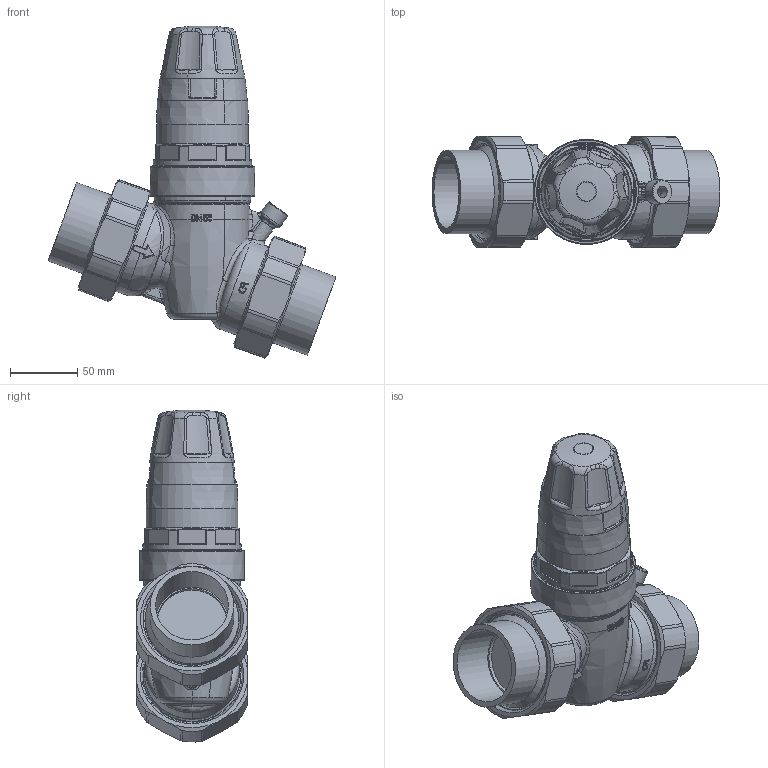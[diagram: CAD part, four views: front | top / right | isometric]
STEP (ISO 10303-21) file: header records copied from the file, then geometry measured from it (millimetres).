
FILE_DESCRIPTION(/* description */ (''),/* implementation_level */ '2;1');
FILE_NAME(/* name */ '535990HA_Simplify_1.stp',/* time_stamp */ '2025-08-26T15:23:26-05:00',/* author */ ('ischreiner'),/* organization */ (''),/* preprocessor_version */ 'ST-DEVELOPER v20',/* originating_system */ 'Autodesk Inventor 2025',/* authorisation */ '');
FILE_SCHEMA (('AUTOMOTIVE_DESIGN { 1 0 10303 214 3 1 1 }'));
Length unit declared in the file: inch
Products named in the file (1): 535990HA_Simplify_1
Bounding box: 213.78 x 82.86 x 246.67 mm (x, y, z)
Volume: 1170742.9 mm3; surface area: 143532 mm2
Topology: 7 solids, 7 shells, 864 faces, 2214 edges, 1383 vertices
Faces by surface type: bspline 377, cylinder 174, plane 144, cone 73, torus 73, sphere 23
Full cylindrical faces by diameter (mm): 7.95 x1, 13 x1, 14 x1, 52.07 x2, 54.102 x2, 62 x2, 68 x1, 69.6 x2, 72.6 x2, 72.8 x4, 73 x1, 74.9 x2, 76 x2
Entity records: 53611 total; most frequent: CARTESIAN_POINT 34484, ORIENTED_EDGE 4424, DIRECTION 2822, EDGE_CURVE 2212, VERTEX_POINT 1388, AXIS2_PLACEMENT_3D 1166, B_SPLINE_CURVE_WITH_KNOTS 994, EDGE_LOOP 898
